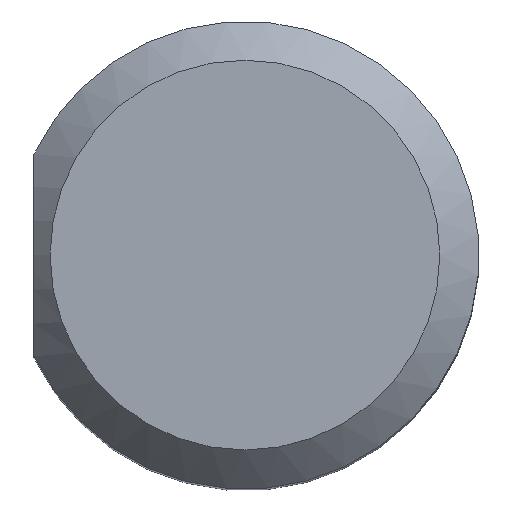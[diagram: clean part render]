
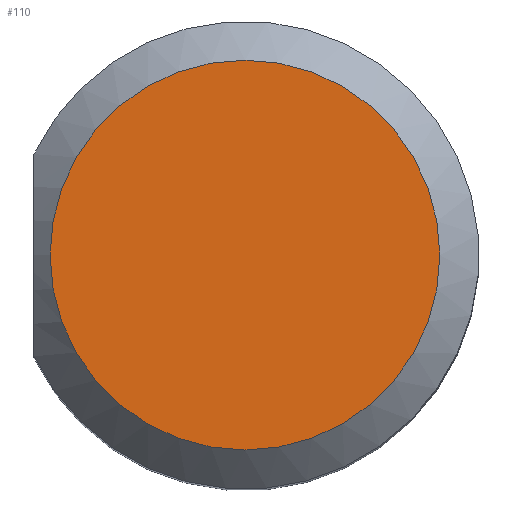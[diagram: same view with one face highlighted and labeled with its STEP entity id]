
A CAD part, top view. The second image highlights one B-rep face of the part: STEP entity #110.
In plain terms, the highlighted planar face has unit normal (0, 0, 1).
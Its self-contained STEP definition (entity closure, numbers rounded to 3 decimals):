
#55=PLANE('',#444);
#110=ADVANCED_FACE('',(#137),#55,.F.);
#137=FACE_OUTER_BOUND('',#160,.T.);
#160=EDGE_LOOP('',(#235));
#185=CIRCLE('',#443,4.994);
#235=ORIENTED_EDGE('',*,*,#347,.T.);
#307=VERTEX_POINT('',#720);
#347=EDGE_CURVE('',#307,#307,#185,.T.);
#443=AXIS2_PLACEMENT_3D('',#719,#523,#524);
#444=AXIS2_PLACEMENT_3D('',#721,#525,#526);
#523=DIRECTION('',(0.,0.,1.));
#524=DIRECTION('',(-1.,0.,0.));
#525=DIRECTION('',(0.,0.,-1.));
#526=DIRECTION('',(-1.,0.,0.));
#719=CARTESIAN_POINT('',(0.,0.,0.));
#720=CARTESIAN_POINT('',(-4.994,0.,0.));
#721=CARTESIAN_POINT('',(-5.994,0.,0.));
